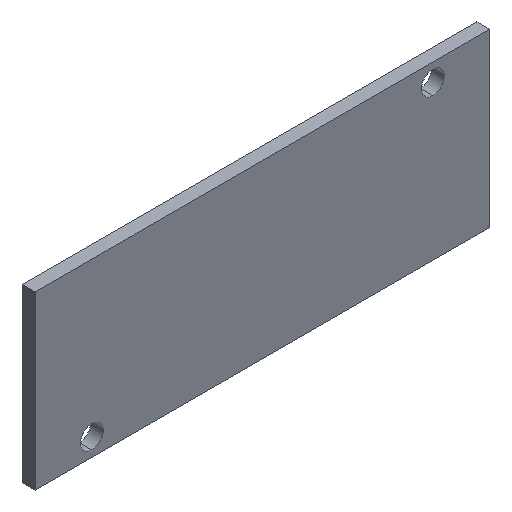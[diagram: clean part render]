
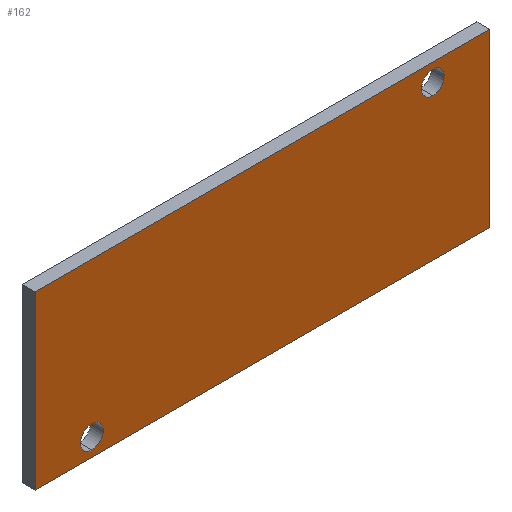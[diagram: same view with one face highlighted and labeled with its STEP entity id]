
A CAD part, isometric view. The second image highlights one B-rep face of the part: STEP entity #162.
In plain terms, the highlighted planar face has unit normal (0, -1, 0).
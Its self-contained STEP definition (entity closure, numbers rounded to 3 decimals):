
#11 = EDGE_LOOP ( 'NONE', ( #275, #66 ) ) ;
#16 = CARTESIAN_POINT ( 'NONE',  ( 11.25, 0., -30.5 ) ) ;
#24 = CARTESIAN_POINT ( 'NONE',  ( 90., 0., 0. ) ) ;
#30 = VERTEX_POINT ( 'NONE', #200 ) ;
#32 = VERTEX_POINT ( 'NONE', #258 ) ;
#33 = AXIS2_PLACEMENT_3D ( 'NONE', #307, #289, #208 ) ;
#34 = EDGE_CURVE ( 'NONE', #64, #301, #61, .T. ) ;
#36 = CARTESIAN_POINT ( 'NONE',  ( 0., 0., -34. ) ) ;
#42 = LINE ( 'NONE', #36, #187 ) ;
#43 = VECTOR ( 'NONE', #158, 1000. ) ;
#48 = LINE ( 'NONE', #185, #349 ) ;
#56 = EDGE_CURVE ( 'NONE', #301, #64, #263, .T. ) ;
#60 = CARTESIAN_POINT ( 'NONE',  ( 78.75, 0., -3.5 ) ) ;
#61 = CIRCLE ( 'NONE', #33, 2.25 ) ;
#64 = VERTEX_POINT ( 'NONE', #124 ) ;
#66 = ORIENTED_EDGE ( 'NONE', *, *, #56, .T. ) ;
#72 = AXIS2_PLACEMENT_3D ( 'NONE', #213, #215, #214 ) ;
#75 = CARTESIAN_POINT ( 'NONE',  ( 0., 0., 0. ) ) ;
#77 = EDGE_CURVE ( 'NONE', #276, #30, #42, .T. ) ;
#81 = ORIENTED_EDGE ( 'NONE', *, *, #178, .F. ) ;
#84 = CARTESIAN_POINT ( 'NONE',  ( 90., 0., -34. ) ) ;
#94 = ORIENTED_EDGE ( 'NONE', *, *, #77, .F. ) ;
#102 = DIRECTION ( 'NONE',  ( 0., -1., 0. ) ) ;
#106 = AXIS2_PLACEMENT_3D ( 'NONE', #16, #284, #339 ) ;
#110 = ORIENTED_EDGE ( 'NONE', *, *, #206, .F. ) ;
#117 = CARTESIAN_POINT ( 'NONE',  ( 78.75, 0., -1.25 ) ) ;
#118 = EDGE_LOOP ( 'NONE', ( #234, #219 ) ) ;
#124 = CARTESIAN_POINT ( 'NONE',  ( 11.25, 0., -32.75 ) ) ;
#128 = DIRECTION ( 'NONE',  ( 0., 0., -1. ) ) ;
#131 = AXIS2_PLACEMENT_3D ( 'NONE', #60, #194, #279 ) ;
#144 = EDGE_CURVE ( 'NONE', #32, #280, #333, .T. ) ;
#148 = DIRECTION ( 'NONE',  ( -1., 0., 0. ) ) ;
#156 = CARTESIAN_POINT ( 'NONE',  ( 0., 0., 0. ) ) ;
#158 = DIRECTION ( 'NONE',  ( 0., 0., 1. ) ) ;
#161 = FACE_BOUND ( 'NONE', #118, .T. ) ;
#162 = ADVANCED_FACE ( 'NONE', ( #320, #316, #161 ), #319, .T. ) ;
#169 = VERTEX_POINT ( 'NONE', #75 ) ;
#170 = VERTEX_POINT ( 'NONE', #24 ) ;
#178 = EDGE_CURVE ( 'NONE', #169, #170, #48, .T. ) ;
#180 = CARTESIAN_POINT ( 'NONE',  ( 0., 0., 0. ) ) ;
#183 = LINE ( 'NONE', #156, #43 ) ;
#185 = CARTESIAN_POINT ( 'NONE',  ( 0., 0., 0. ) ) ;
#187 = VECTOR ( 'NONE', #148, 1000. ) ;
#189 = DIRECTION ( 'NONE',  ( 1., 0., 0. ) ) ;
#194 = DIRECTION ( 'NONE',  ( 0., 1., 0. ) ) ;
#200 = CARTESIAN_POINT ( 'NONE',  ( 0., 0., -34. ) ) ;
#206 = EDGE_CURVE ( 'NONE', #30, #169, #183, .T. ) ;
#208 = DIRECTION ( 'NONE',  ( 0., 0., 1. ) ) ;
#213 = CARTESIAN_POINT ( 'NONE',  ( 78.75, 0., -3.5 ) ) ;
#214 = DIRECTION ( 'NONE',  ( 0., 0., 1. ) ) ;
#215 = DIRECTION ( 'NONE',  ( 0., 1., 0. ) ) ;
#217 = CARTESIAN_POINT ( 'NONE',  ( 11.25, 0., -28.25 ) ) ;
#219 = ORIENTED_EDGE ( 'NONE', *, *, #271, .T. ) ;
#220 = CARTESIAN_POINT ( 'NONE',  ( 90., 0., 0. ) ) ;
#223 = ORIENTED_EDGE ( 'NONE', *, *, #247, .F. ) ;
#224 = DIRECTION ( 'NONE',  ( 0., 0., -1. ) ) ;
#234 = ORIENTED_EDGE ( 'NONE', *, *, #144, .T. ) ;
#237 = LINE ( 'NONE', #220, #238 ) ;
#238 = VECTOR ( 'NONE', #224, 1000. ) ;
#247 = EDGE_CURVE ( 'NONE', #170, #276, #237, .T. ) ;
#258 = CARTESIAN_POINT ( 'NONE',  ( 78.75, 0., -5.75 ) ) ;
#262 = EDGE_LOOP ( 'NONE', ( #110, #94, #223, #81 ) ) ;
#263 = CIRCLE ( 'NONE', #106, 2.25 ) ;
#271 = EDGE_CURVE ( 'NONE', #280, #32, #287, .T. ) ;
#275 = ORIENTED_EDGE ( 'NONE', *, *, #34, .T. ) ;
#276 = VERTEX_POINT ( 'NONE', #84 ) ;
#279 = DIRECTION ( 'NONE',  ( 0., 0., 1. ) ) ;
#280 = VERTEX_POINT ( 'NONE', #117 ) ;
#284 = DIRECTION ( 'NONE',  ( 0., 1., 0. ) ) ;
#287 = CIRCLE ( 'NONE', #131, 2.25 ) ;
#289 = DIRECTION ( 'NONE',  ( 0., 1., 0. ) ) ;
#301 = VERTEX_POINT ( 'NONE', #217 ) ;
#307 = CARTESIAN_POINT ( 'NONE',  ( 11.25, 0., -30.5 ) ) ;
#311 = AXIS2_PLACEMENT_3D ( 'NONE', #180, #102, #128 ) ;
#316 = FACE_OUTER_BOUND ( 'NONE', #262, .T. ) ;
#319 = PLANE ( 'NONE',  #311 ) ;
#320 = FACE_BOUND ( 'NONE', #11, .T. ) ;
#333 = CIRCLE ( 'NONE', #72, 2.25 ) ;
#339 = DIRECTION ( 'NONE',  ( 0., 0., 1. ) ) ;
#349 = VECTOR ( 'NONE', #189, 1000. ) ;
